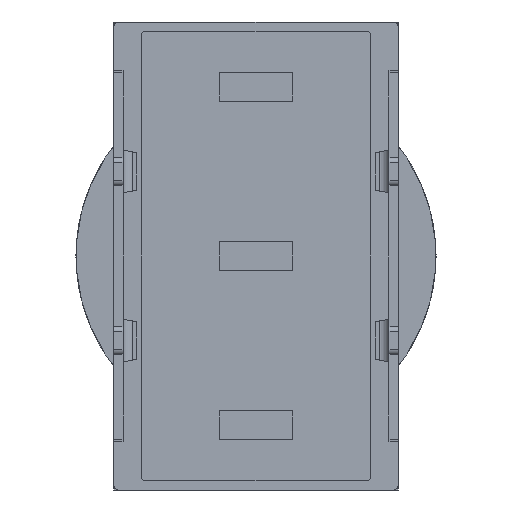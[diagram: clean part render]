
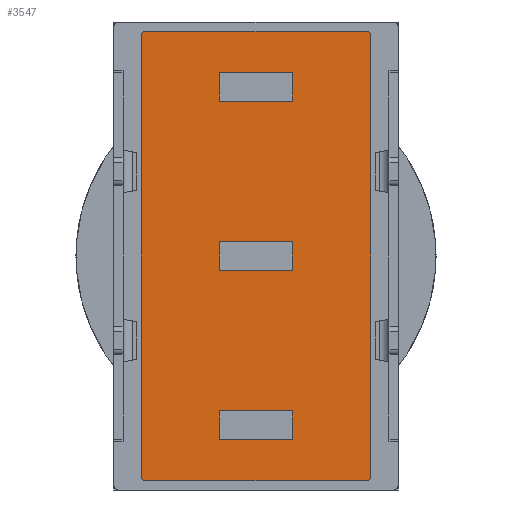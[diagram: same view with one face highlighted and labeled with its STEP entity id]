
A CAD part, front view. The second image highlights one B-rep face of the part: STEP entity #3547.
In plain terms, the highlighted planar face has unit normal (0, -1, 0).
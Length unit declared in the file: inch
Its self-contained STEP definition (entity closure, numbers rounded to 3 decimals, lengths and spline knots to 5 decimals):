
#248=CIRCLE('',#3939,0.00512);
#250=CIRCLE('',#3943,0.00512);
#252=CIRCLE('',#3947,0.00512);
#254=CIRCLE('',#3951,0.00512);
#1084=ORIENTED_EDGE('',*,*,#1654,.F.);
#1085=ORIENTED_EDGE('',*,*,#1655,.F.);
#1086=ORIENTED_EDGE('',*,*,#1656,.T.);
#1087=ORIENTED_EDGE('',*,*,#1657,.T.);
#1088=ORIENTED_EDGE('',*,*,#1658,.F.);
#1089=ORIENTED_EDGE('',*,*,#1659,.F.);
#1090=ORIENTED_EDGE('',*,*,#1660,.T.);
#1091=ORIENTED_EDGE('',*,*,#1661,.T.);
#1092=ORIENTED_EDGE('',*,*,#1662,.F.);
#1093=ORIENTED_EDGE('',*,*,#1663,.F.);
#1094=ORIENTED_EDGE('',*,*,#1664,.T.);
#1095=ORIENTED_EDGE('',*,*,#1665,.T.);
#1096=ORIENTED_EDGE('',*,*,#1630,.F.);
#1097=ORIENTED_EDGE('',*,*,#1652,.F.);
#1098=ORIENTED_EDGE('',*,*,#1649,.F.);
#1099=ORIENTED_EDGE('',*,*,#1646,.F.);
#1100=ORIENTED_EDGE('',*,*,#1643,.F.);
#1101=ORIENTED_EDGE('',*,*,#1640,.F.);
#1102=ORIENTED_EDGE('',*,*,#1637,.F.);
#1103=ORIENTED_EDGE('',*,*,#1634,.F.);
#1630=EDGE_CURVE('',#1991,#1992,#2321,.T.);
#1634=EDGE_CURVE('',#1992,#1995,#248,.T.);
#1637=EDGE_CURVE('',#1995,#1997,#2326,.T.);
#1640=EDGE_CURVE('',#1997,#1999,#250,.T.);
#1643=EDGE_CURVE('',#1999,#2001,#2330,.T.);
#1646=EDGE_CURVE('',#2001,#2003,#252,.T.);
#1649=EDGE_CURVE('',#2003,#2005,#2334,.T.);
#1652=EDGE_CURVE('',#2005,#1991,#254,.T.);
#1654=EDGE_CURVE('',#2007,#2008,#2337,.T.);
#1655=EDGE_CURVE('',#2009,#2007,#2338,.T.);
#1656=EDGE_CURVE('',#2009,#2010,#2339,.T.);
#1657=EDGE_CURVE('',#2010,#2008,#2340,.T.);
#1658=EDGE_CURVE('',#2011,#2012,#2341,.T.);
#1659=EDGE_CURVE('',#2013,#2011,#2342,.T.);
#1660=EDGE_CURVE('',#2013,#2014,#2343,.T.);
#1661=EDGE_CURVE('',#2014,#2012,#2344,.T.);
#1662=EDGE_CURVE('',#2015,#2016,#2345,.T.);
#1663=EDGE_CURVE('',#2017,#2015,#2346,.T.);
#1664=EDGE_CURVE('',#2017,#2018,#2347,.T.);
#1665=EDGE_CURVE('',#2018,#2016,#2348,.T.);
#1991=VERTEX_POINT('',#5886);
#1992=VERTEX_POINT('',#5887);
#1995=VERTEX_POINT('',#5895);
#1997=VERTEX_POINT('',#5901);
#1999=VERTEX_POINT('',#5907);
#2001=VERTEX_POINT('',#5913);
#2003=VERTEX_POINT('',#5919);
#2005=VERTEX_POINT('',#5925);
#2007=VERTEX_POINT('',#5935);
#2008=VERTEX_POINT('',#5936);
#2009=VERTEX_POINT('',#5938);
#2010=VERTEX_POINT('',#5940);
#2011=VERTEX_POINT('',#5943);
#2012=VERTEX_POINT('',#5944);
#2013=VERTEX_POINT('',#5946);
#2014=VERTEX_POINT('',#5948);
#2015=VERTEX_POINT('',#5951);
#2016=VERTEX_POINT('',#5952);
#2017=VERTEX_POINT('',#5954);
#2018=VERTEX_POINT('',#5956);
#2321=LINE('',#5885,#2675);
#2326=LINE('',#5900,#2680);
#2330=LINE('',#5912,#2684);
#2334=LINE('',#5924,#2688);
#2337=LINE('',#5934,#2691);
#2338=LINE('',#5937,#2692);
#2339=LINE('',#5939,#2693);
#2340=LINE('',#5941,#2694);
#2341=LINE('',#5942,#2695);
#2342=LINE('',#5945,#2696);
#2343=LINE('',#5947,#2697);
#2344=LINE('',#5949,#2698);
#2345=LINE('',#5950,#2699);
#2346=LINE('',#5953,#2700);
#2347=LINE('',#5955,#2701);
#2348=LINE('',#5957,#2702);
#2675=VECTOR('',#4793,39.37008);
#2680=VECTOR('',#4806,39.37008);
#2684=VECTOR('',#4818,39.37008);
#2688=VECTOR('',#4830,39.37008);
#2691=VECTOR('',#4843,39.37008);
#2692=VECTOR('',#4844,39.37008);
#2693=VECTOR('',#4845,39.37008);
#2694=VECTOR('',#4846,39.37008);
#2695=VECTOR('',#4847,39.37008);
#2696=VECTOR('',#4848,39.37008);
#2697=VECTOR('',#4849,39.37008);
#2698=VECTOR('',#4850,39.37008);
#2699=VECTOR('',#4851,39.37008);
#2700=VECTOR('',#4852,39.37008);
#2701=VECTOR('',#4853,39.37008);
#2702=VECTOR('',#4854,39.37008);
#2959=EDGE_LOOP('',(#1084,#1085,#1086,#1087));
#2960=EDGE_LOOP('',(#1088,#1089,#1090,#1091));
#2961=EDGE_LOOP('',(#1092,#1093,#1094,#1095));
#2962=EDGE_LOOP('',(#1096,#1097,#1098,#1099,#1100,#1101,#1102,#1103));
#3192=FACE_BOUND('',#2959,.T.);
#3193=FACE_BOUND('',#2960,.T.);
#3194=FACE_BOUND('',#2961,.T.);
#3195=FACE_BOUND('',#2962,.T.);
#3348=PLANE('',#3954);
#3547=ADVANCED_FACE('',(#3192,#3193,#3194,#3195),#3348,.F.);
#3939=AXIS2_PLACEMENT_3D('',#5894,#4799,#4800);
#3943=AXIS2_PLACEMENT_3D('',#5906,#4811,#4812);
#3947=AXIS2_PLACEMENT_3D('',#5918,#4823,#4824);
#3951=AXIS2_PLACEMENT_3D('',#5930,#4835,#4836);
#3954=AXIS2_PLACEMENT_3D('',#5933,#4841,#4842);
#4793=DIRECTION('',(0.,0.,1.));
#4799=DIRECTION('',(0.,1.,0.));
#4800=DIRECTION('',(1.,0.,0.));
#4806=DIRECTION('',(1.,0.,0.));
#4811=DIRECTION('',(0.,1.,0.));
#4812=DIRECTION('',(1.,0.,0.));
#4818=DIRECTION('',(0.,0.,-1.));
#4823=DIRECTION('',(0.,1.,0.));
#4824=DIRECTION('',(1.,0.,0.));
#4830=DIRECTION('',(-1.,0.,0.));
#4835=DIRECTION('',(0.,1.,0.));
#4836=DIRECTION('',(1.,0.,0.));
#4841=DIRECTION('',(0.,1.,0.));
#4842=DIRECTION('',(0.,0.,1.));
#4843=DIRECTION('',(0.,0.,-1.));
#4844=DIRECTION('',(-1.,0.,0.));
#4845=DIRECTION('',(0.,0.,-1.));
#4846=DIRECTION('',(-1.,0.,0.));
#4847=DIRECTION('',(0.,0.,-1.));
#4848=DIRECTION('',(-1.,0.,0.));
#4849=DIRECTION('',(0.,0.,-1.));
#4850=DIRECTION('',(-1.,0.,0.));
#4851=DIRECTION('',(0.,0.,-1.));
#4852=DIRECTION('',(-1.,0.,0.));
#4853=DIRECTION('',(0.,0.,-1.));
#4854=DIRECTION('',(-1.,0.,0.));
#5885=CARTESIAN_POINT('',(-0.1255,0.,-0.24088));
#5886=CARTESIAN_POINT('',(-0.1255,0.,-0.24088));
#5887=CARTESIAN_POINT('',(-0.1255,0.,0.24088));
#5894=CARTESIAN_POINT('',(-0.12038,0.,0.24088));
#5895=CARTESIAN_POINT('',(-0.12038,0.,0.246));
#5900=CARTESIAN_POINT('',(-0.12038,0.,0.246));
#5901=CARTESIAN_POINT('',(0.12038,0.,0.246));
#5906=CARTESIAN_POINT('',(0.12038,0.,0.24088));
#5907=CARTESIAN_POINT('',(0.1255,0.,0.24088));
#5912=CARTESIAN_POINT('',(0.1255,0.,0.24088));
#5913=CARTESIAN_POINT('',(0.1255,0.,-0.24088));
#5918=CARTESIAN_POINT('',(0.12038,0.,-0.24088));
#5919=CARTESIAN_POINT('',(0.12038,0.,-0.246));
#5924=CARTESIAN_POINT('',(0.12038,0.,-0.246));
#5925=CARTESIAN_POINT('',(-0.12038,0.,-0.246));
#5930=CARTESIAN_POINT('',(-0.12038,0.,-0.24088));
#5933=CARTESIAN_POINT('',(-0.12038,0.,0.24088));
#5934=CARTESIAN_POINT('',(-0.0395,0.,0.0155));
#5935=CARTESIAN_POINT('',(-0.0395,0.,0.0155));
#5936=CARTESIAN_POINT('',(-0.0395,0.,-0.0155));
#5937=CARTESIAN_POINT('',(0.0395,0.,0.0155));
#5938=CARTESIAN_POINT('',(0.0395,0.,0.0155));
#5939=CARTESIAN_POINT('',(0.0395,0.,0.0155));
#5940=CARTESIAN_POINT('',(0.0395,0.,-0.0155));
#5941=CARTESIAN_POINT('',(0.0395,0.,-0.0155));
#5942=CARTESIAN_POINT('',(-0.0395,0.,0.2005));
#5943=CARTESIAN_POINT('',(-0.0395,0.,0.2005));
#5944=CARTESIAN_POINT('',(-0.0395,0.,0.1695));
#5945=CARTESIAN_POINT('',(0.0395,0.,0.2005));
#5946=CARTESIAN_POINT('',(0.0395,0.,0.2005));
#5947=CARTESIAN_POINT('',(0.0395,0.,0.2005));
#5948=CARTESIAN_POINT('',(0.0395,0.,0.1695));
#5949=CARTESIAN_POINT('',(0.0395,0.,0.1695));
#5950=CARTESIAN_POINT('',(-0.0395,0.,-0.1695));
#5951=CARTESIAN_POINT('',(-0.0395,0.,-0.1695));
#5952=CARTESIAN_POINT('',(-0.0395,0.,-0.2005));
#5953=CARTESIAN_POINT('',(0.0395,0.,-0.1695));
#5954=CARTESIAN_POINT('',(0.0395,0.,-0.1695));
#5955=CARTESIAN_POINT('',(0.0395,0.,-0.1695));
#5956=CARTESIAN_POINT('',(0.0395,0.,-0.2005));
#5957=CARTESIAN_POINT('',(0.0395,0.,-0.2005));
